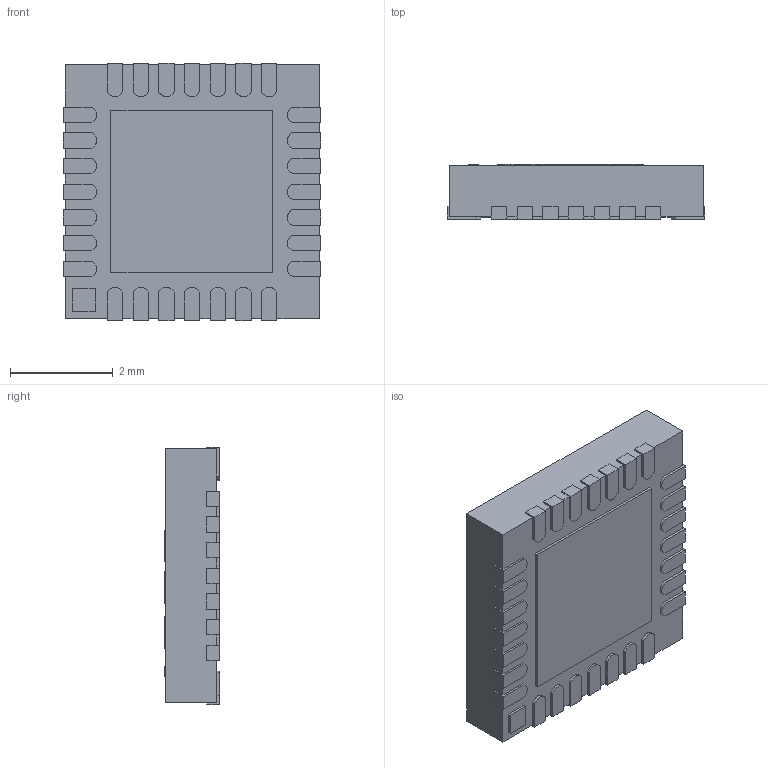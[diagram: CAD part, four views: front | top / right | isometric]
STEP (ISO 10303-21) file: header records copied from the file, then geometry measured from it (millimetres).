
FILE_DESCRIPTION (( 'STEP AP214' ), '1' );
FILE_NAME ('User Library-CP2201_QFN28.STEP', '2016-01-20T04:56:40', ( 'Windows User' ), ( '' ), 'SwSTEP 2.0', 'SolidWorks 2016', '' );
FILE_SCHEMA (( 'AUTOMOTIVE_DESIGN' ));
Length unit declared in the file: millimetre
Products named in the file (1): User Library-CP2201_QFN28
Bounding box: 5 x 1.07 x 5 mm (x, y, z)
Volume: 25.3 mm3; surface area: 73.6 mm2
Topology: 1 solids, 1 shells, 412 faces, 1149 edges, 766 vertices
Faces by surface type: plane 276, bspline 134, cylinder 2
Entity records: 21610 total; most frequent: CARTESIAN_POINT 9606, ORIENTED_EDGE 2298, DIRECTION 1443, EDGE_CURVE 1149, VECTOR 877, LINE 877, VERTEX_POINT 766, EDGE_LOOP 439
